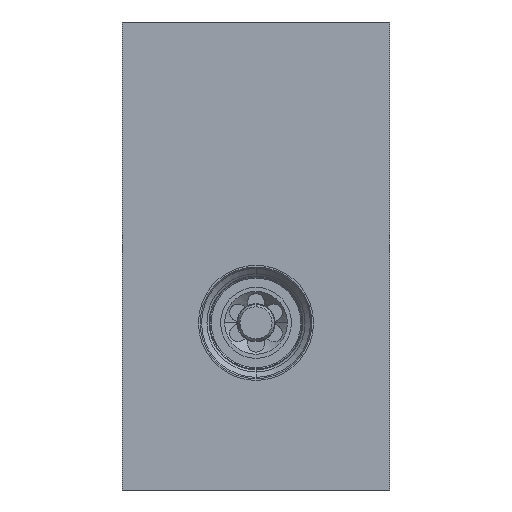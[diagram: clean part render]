
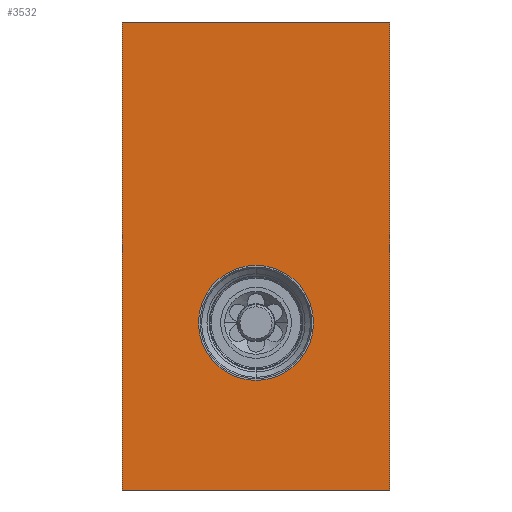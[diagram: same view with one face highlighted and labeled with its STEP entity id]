
A CAD part, front view. The second image highlights one B-rep face of the part: STEP entity #3532.
In plain terms, the highlighted planar face has unit normal (0, -1, 0).
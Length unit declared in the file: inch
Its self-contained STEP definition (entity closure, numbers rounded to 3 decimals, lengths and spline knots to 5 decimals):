
#5=DIRECTION('',(1.,0.,0.));
#6=VECTOR('',#5,2.);
#7=CARTESIAN_POINT('',(0.,-3.5,0.));
#8=LINE('',#7,#6);
#479=DIRECTION('',(0.,0.,1.));
#480=VECTOR('',#479,3.5);
#481=CARTESIAN_POINT('',(2.,-3.5,0.));
#482=LINE('',#481,#480);
#523=DIRECTION('',(0.,0.,1.));
#524=VECTOR('',#523,3.5);
#525=CARTESIAN_POINT('',(0.,-3.5,0.));
#526=LINE('',#525,#524);
#527=CARTESIAN_POINT('',(1.,-3.5,1.25));
#528=DIRECTION('',(0.,1.,0.));
#529=DIRECTION('',(0.,0.,-1.));
#530=AXIS2_PLACEMENT_3D('',#527,#528,#529);
#532=CARTESIAN_POINT('',(1.,-3.5,1.25));
#533=DIRECTION('',(0.,1.,0.));
#534=DIRECTION('',(0.,0.,1.));
#535=AXIS2_PLACEMENT_3D('',#532,#533,#534);
#549=DIRECTION('',(1.,0.,0.));
#550=VECTOR('',#549,2.);
#551=CARTESIAN_POINT('',(0.,-3.5,3.5));
#552=LINE('',#551,#550);
#2925=CARTESIAN_POINT('',(0.,-3.5,0.));
#2927=VERTEX_POINT('',#2925);
#2928=CARTESIAN_POINT('',(2.,-3.5,0.));
#2929=VERTEX_POINT('',#2928);
#2933=CARTESIAN_POINT('',(0.,-3.5,3.5));
#2935=VERTEX_POINT('',#2933);
#2936=CARTESIAN_POINT('',(2.,-3.5,3.5));
#2937=VERTEX_POINT('',#2936);
#3239=CARTESIAN_POINT('',(1.,-3.5,1.6805));
#3240=VERTEX_POINT('',#3239);
#3245=CARTESIAN_POINT('',(1.,-3.5,0.8195));
#3246=VERTEX_POINT('',#3245);
#3514=CARTESIAN_POINT('',(0.,-3.5,0.));
#3515=DIRECTION('',(0.,-1.,0.));
#3516=DIRECTION('',(1.,0.,0.));
#3517=AXIS2_PLACEMENT_3D('',#3514,#3515,#3516);
#3518=PLANE('',#3517);
#3519=ORIENTED_EDGE('',*,*,#3336,.F.);
#3520=ORIENTED_EDGE('',*,*,#3367,.T.);
#3522=ORIENTED_EDGE('',*,*,#3521,.T.);
#3523=ORIENTED_EDGE('',*,*,#3482,.F.);
#3524=EDGE_LOOP('',(#3519,#3520,#3522,#3523));
#3525=FACE_OUTER_BOUND('',#3524,.F.);
#3527=ORIENTED_EDGE('',*,*,#3526,.F.);
#3529=ORIENTED_EDGE('',*,*,#3528,.F.);
#3530=EDGE_LOOP('',(#3527,#3529));
#3531=FACE_BOUND('',#3530,.F.);
#3532=ADVANCED_FACE('',(#3525,#3531),#3518,.T.);
#531=CIRCLE('',#530,0.4305);
#536=CIRCLE('',#535,0.4305);
#3336=EDGE_CURVE('',#2927,#2929,#8,.T.);
#3367=EDGE_CURVE('',#2927,#2935,#526,.T.);
#3482=EDGE_CURVE('',#2929,#2937,#482,.T.);
#3521=EDGE_CURVE('',#2935,#2937,#552,.T.);
#3526=EDGE_CURVE('',#3246,#3240,#531,.T.);
#3528=EDGE_CURVE('',#3240,#3246,#536,.T.);
